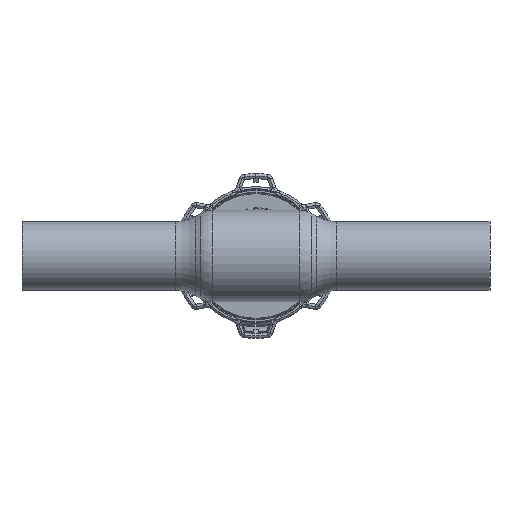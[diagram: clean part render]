
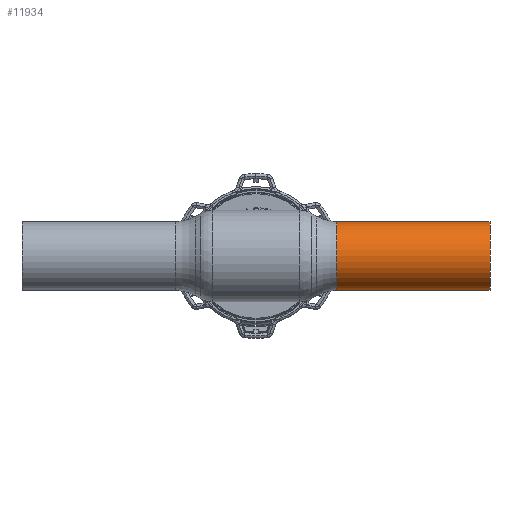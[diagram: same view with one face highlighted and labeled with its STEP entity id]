
A CAD part, front view. The second image highlights one B-rep face of the part: STEP entity #11934.
In plain terms, the highlighted cylindrical face has radius 16.85 mm (diameter 33.7 mm), a partial arc.
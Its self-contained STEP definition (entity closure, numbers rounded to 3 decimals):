
#1218 = DIRECTION ( 'NONE',  ( 0., 0., -1. ) ) ;
#3958 = CIRCLE ( 'NONE', #5712, 16.85 ) ;
#4297 = EDGE_CURVE ( 'NONE', #24836, #20234, #7036, .T. ) ;
#5158 = DIRECTION ( 'NONE',  ( -1., 0., 0. ) ) ;
#5712 = AXIS2_PLACEMENT_3D ( 'NONE', #14850, #14676, #1218 ) ;
#7036 = LINE ( 'NONE', #9905, #8183 ) ;
#8172 = DIRECTION ( 'NONE',  ( -1., 0., 0. ) ) ;
#8183 = VECTOR ( 'NONE', #17982, 1000. ) ;
#9398 = CARTESIAN_POINT ( 'NONE',  ( 39.645, 0., 16.85 ) ) ;
#9905 = CARTESIAN_POINT ( 'NONE',  ( -62.69, 0., 16.85 ) ) ;
#11835 = CARTESIAN_POINT ( 'NONE',  ( 115., 0., -16.85 ) ) ;
#11934 = ADVANCED_FACE ( 'NONE', ( #22755 ), #20445, .T. ) ;
#12544 = AXIS2_PLACEMENT_3D ( 'NONE', #31281, #28260, #28959 ) ;
#13561 = CARTESIAN_POINT ( 'NONE',  ( -62.69, 0., -16.85 ) ) ;
#14676 = DIRECTION ( 'NONE',  ( 1., 0., 0. ) ) ;
#14850 = CARTESIAN_POINT ( 'NONE',  ( 115., 0., 0. ) ) ;
#16296 = DIRECTION ( 'NONE',  ( 0., 0., 1. ) ) ;
#16446 = LINE ( 'NONE', #13561, #33891 ) ;
#16779 = ORIENTED_EDGE ( 'NONE', *, *, #18526, .F. ) ;
#17017 = AXIS2_PLACEMENT_3D ( 'NONE', #18788, #5158, #16296 ) ;
#17152 = CARTESIAN_POINT ( 'NONE',  ( 39.645, 0., -16.85 ) ) ;
#17982 = DIRECTION ( 'NONE',  ( -1., 0., 0. ) ) ;
#18369 = ORIENTED_EDGE ( 'NONE', *, *, #29223, .F. ) ;
#18526 = EDGE_CURVE ( 'NONE', #25215, #22094, #16446, .T. ) ;
#18788 = CARTESIAN_POINT ( 'NONE',  ( 39.645, 0., 0. ) ) ;
#20234 = VERTEX_POINT ( 'NONE', #9398 ) ;
#20411 = ORIENTED_EDGE ( 'NONE', *, *, #4297, .T. ) ;
#20445 = CYLINDRICAL_SURFACE ( 'NONE', #12544, 16.85 ) ;
#21543 = CIRCLE ( 'NONE', #17017, 16.85 ) ;
#21752 = CARTESIAN_POINT ( 'NONE',  ( 115., 0., 16.85 ) ) ;
#22094 = VERTEX_POINT ( 'NONE', #17152 ) ;
#22755 = FACE_OUTER_BOUND ( 'NONE', #32353, .T. ) ;
#24304 = ORIENTED_EDGE ( 'NONE', *, *, #27187, .F. ) ;
#24836 = VERTEX_POINT ( 'NONE', #21752 ) ;
#25215 = VERTEX_POINT ( 'NONE', #11835 ) ;
#27187 = EDGE_CURVE ( 'NONE', #22094, #20234, #21543, .T. ) ;
#28260 = DIRECTION ( 'NONE',  ( -1., 0., 0. ) ) ;
#28959 = DIRECTION ( 'NONE',  ( 0., 0., 1. ) ) ;
#29223 = EDGE_CURVE ( 'NONE', #24836, #25215, #3958, .T. ) ;
#31281 = CARTESIAN_POINT ( 'NONE',  ( -62.69, 0., 0. ) ) ;
#32353 = EDGE_LOOP ( 'NONE', ( #16779, #18369, #20411, #24304 ) ) ;
#33891 = VECTOR ( 'NONE', #8172, 1000. ) ;
